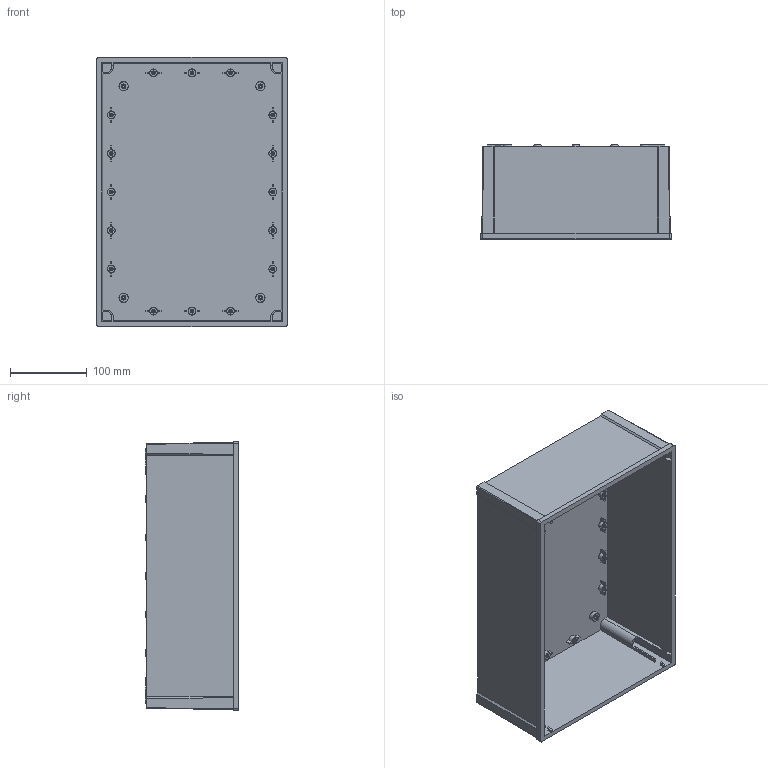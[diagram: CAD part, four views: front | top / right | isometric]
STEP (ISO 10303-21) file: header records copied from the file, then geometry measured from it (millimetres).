
FILE_DESCRIPTION (( 'STEP AP214' ), '1' );
FILE_NAME ('FIBOX_CAB_2535B.STEP', '2012-01-02T12:16:30', ( 'KennethW' ), ( 'Microsoft' ), 'SwSTEP 2.0', 'SolidWorks 2011', '' );
FILE_SCHEMA (( 'AUTOMOTIVE_DESIGN' ));
Length unit declared in the file: millimetre
Products named in the file (1): FIBOX_CAB_2535B
Bounding box: 248 x 122 x 350 mm (x, y, z)
Volume: 735209.8 mm3; surface area: 471836.2 mm2
Topology: 1 solids, 1 shells, 602 faces, 1526 edges, 1012 vertices
Faces by surface type: plane 348, cone 154, cylinder 60, torus 40
Entity records: 18524 total; most frequent: CARTESIAN_POINT 3617, DIRECTION 3156, ORIENTED_EDGE 3052, EDGE_CURVE 1526, AXIS2_PLACEMENT_3D 1127, VERTEX_POINT 1012, VECTOR 902, LINE 902
